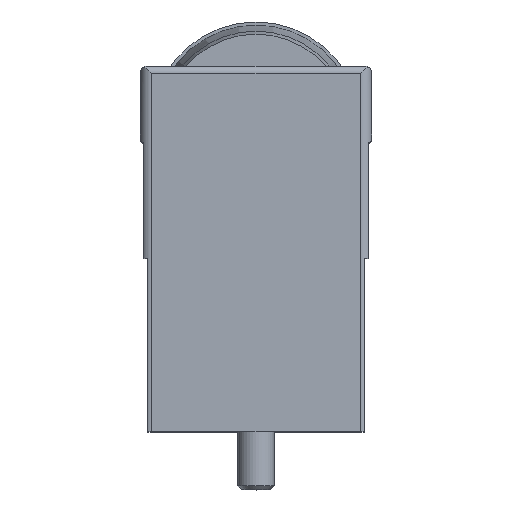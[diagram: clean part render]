
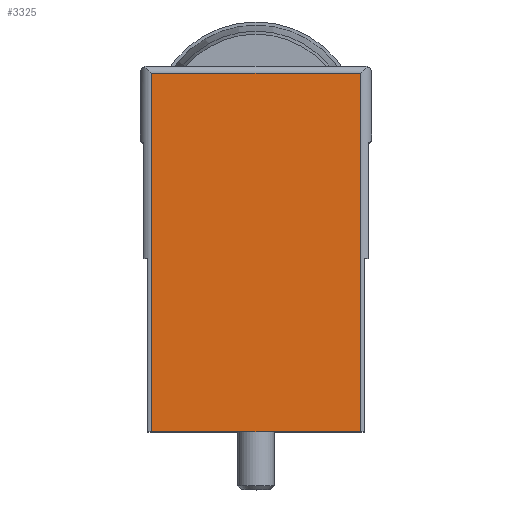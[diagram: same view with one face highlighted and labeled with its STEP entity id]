
A CAD part, top view. The second image highlights one B-rep face of the part: STEP entity #3325.
In plain terms, the highlighted planar face has unit normal (0, 0, 1).
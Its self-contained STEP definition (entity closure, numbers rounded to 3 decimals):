
#161=LINE('',#4554,#376);
#162=LINE('',#4557,#377);
#163=LINE('',#4559,#378);
#164=LINE('',#4561,#379);
#376=VECTOR('',#3849,1000.);
#377=VECTOR('',#3850,1000.);
#378=VECTOR('',#3851,1000.);
#379=VECTOR('',#3852,1000.);
#643=ORIENTED_EDGE('',*,*,#1254,.T.);
#644=ORIENTED_EDGE('',*,*,#1255,.T.);
#645=ORIENTED_EDGE('',*,*,#1256,.T.);
#646=ORIENTED_EDGE('',*,*,#1257,.F.);
#1254=EDGE_CURVE('',#1555,#1556,#161,.T.);
#1255=EDGE_CURVE('',#1556,#1557,#162,.T.);
#1256=EDGE_CURVE('',#1557,#1558,#163,.T.);
#1257=EDGE_CURVE('',#1555,#1558,#164,.T.);
#1555=VERTEX_POINT('',#4555);
#1556=VERTEX_POINT('',#4556);
#1557=VERTEX_POINT('',#4558);
#1558=VERTEX_POINT('',#4560);
#1805=EDGE_LOOP('',(#643,#644,#645,#646));
#2006=FACE_BOUND('',#1805,.T.);
#2197=PLANE('',#3505);
#3325=ADVANCED_FACE('',(#2006),#2197,.F.);
#3505=AXIS2_PLACEMENT_3D('',#4553,#3847,#3848);
#3847=DIRECTION('',(0.,0.,-1.));
#3848=DIRECTION('',(-1.,0.,0.));
#3849=DIRECTION('',(-1.,0.,0.));
#3850=DIRECTION('',(0.,-1.,0.));
#3851=DIRECTION('',(1.,0.,0.));
#3852=DIRECTION('',(0.,-1.,0.));
#4553=CARTESIAN_POINT('',(-7.5,12.,7.5));
#4554=CARTESIAN_POINT('',(8.,24.8,7.5));
#4555=CARTESIAN_POINT('',(7.2,24.8,7.5));
#4556=CARTESIAN_POINT('',(-7.2,24.8,7.5));
#4557=CARTESIAN_POINT('',(-7.2,20.,7.5));
#4558=CARTESIAN_POINT('',(-7.2,0.,7.5));
#4559=CARTESIAN_POINT('',(-7.5,0.,7.5));
#4560=CARTESIAN_POINT('',(7.2,0.,7.5));
#4561=CARTESIAN_POINT('',(7.2,20.,7.5));
